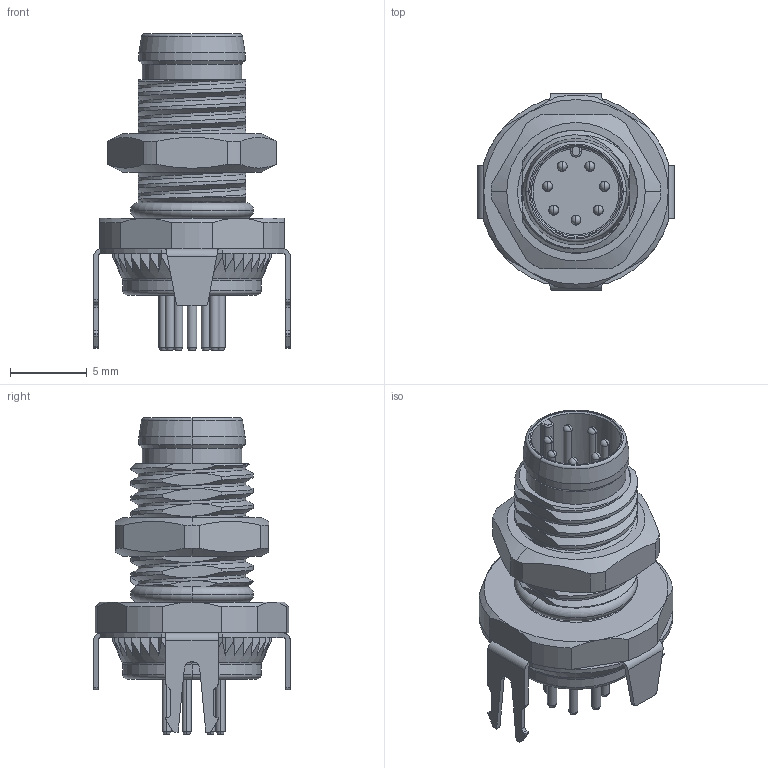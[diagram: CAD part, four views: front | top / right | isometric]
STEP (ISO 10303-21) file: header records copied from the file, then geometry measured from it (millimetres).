
FILE_DESCRIPTION((''),'2;1');
FILE_NAME('PRT0001228_8','2025-09-23T',('gongcheng16'),(''),'PRO/ENGINEER BY PARAMETRIC TECHNOLOGY CORPORATION, 2010280','PRO/ENGINEER BY PARAMETRIC TECHNOLOGY CORPORATION, 2010280','');
FILE_SCHEMA(('CONFIG_CONTROL_DESIGN'));
Length unit declared in the file: millimetre
Products named in the file (1): PRT0001228_8
Bounding box: 12.8 x 12.8 x 20.6 mm (x, y, z)
Volume: 359.5 mm3; surface area: 2716.1 mm2
Topology: 1 solids, 13 shells, 770 faces, 1909 edges, 1201 vertices
Faces by surface type: plane 321, cylinder 273, cone 102, bspline 43, torus 17, sphere 14
Entity records: 30694 total; most frequent: CARTESIAN_POINT 12547, ORIENTED_EDGE 3790, DIRECTION 3750, EDGE_CURVE 1895, AXIS2_PLACEMENT_3D 1421, VERTEX_POINT 1201, VECTOR 908, LINE 908
